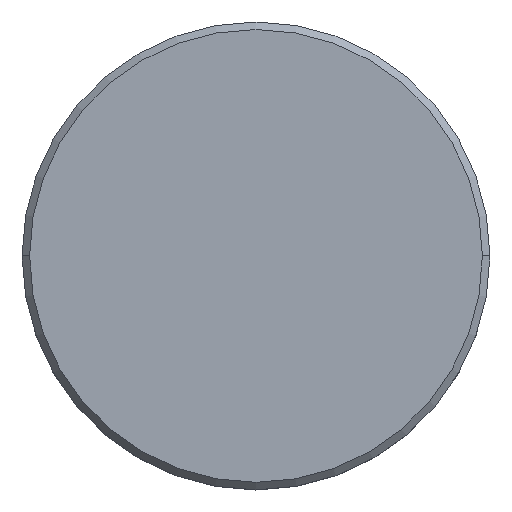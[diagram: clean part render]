
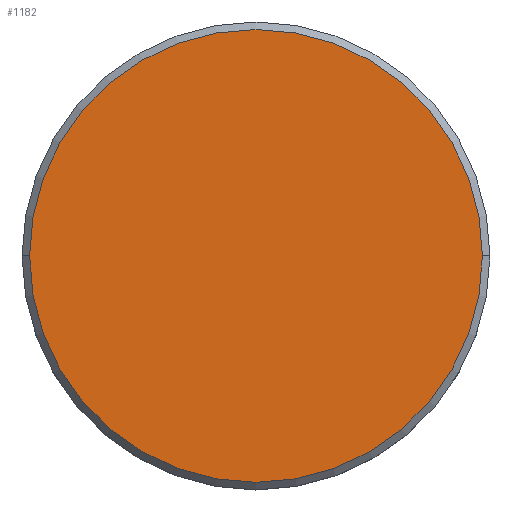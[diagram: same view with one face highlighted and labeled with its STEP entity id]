
A CAD part, top view. The second image highlights one B-rep face of the part: STEP entity #1182.
In plain terms, the highlighted planar face has unit normal (0, 0, 1).
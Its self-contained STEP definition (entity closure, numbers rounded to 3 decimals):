
#87 = AXIS2_PLACEMENT_3D ( 'NONE', #641, #179, #717 ) ;
#124 = DIRECTION ( 'NONE',  ( 0., 0., 1. ) ) ;
#179 = DIRECTION ( 'NONE',  ( 0., 0., 1. ) ) ;
#216 = VERTEX_POINT ( 'NONE', #815 ) ;
#222 = EDGE_CURVE ( 'NONE', #642, #216, #963, .T. ) ;
#255 = ORIENTED_EDGE ( 'NONE', *, *, #222, .T. ) ;
#275 = CARTESIAN_POINT ( 'NONE',  ( 0., 0., 0. ) ) ;
#286 = DIRECTION ( 'NONE',  ( 0., 0., 1. ) ) ;
#403 = ORIENTED_EDGE ( 'NONE', *, *, #421, .T. ) ;
#421 = EDGE_CURVE ( 'NONE', #216, #642, #478, .T. ) ;
#478 = CIRCLE ( 'NONE', #728, 15. ) ;
#543 = FACE_OUTER_BOUND ( 'NONE', #544, .T. ) ;
#544 = EDGE_LOOP ( 'NONE', ( #403, #255 ) ) ;
#585 = DIRECTION ( 'NONE',  ( 1., 0., 0. ) ) ;
#621 = PLANE ( 'NONE',  #87 ) ;
#630 = DIRECTION ( 'NONE',  ( 1., 0., 0. ) ) ;
#641 = CARTESIAN_POINT ( 'NONE',  ( 0., 0., 0. ) ) ;
#642 = VERTEX_POINT ( 'NONE', #719 ) ;
#717 = DIRECTION ( 'NONE',  ( 1., 0., 0. ) ) ;
#719 = CARTESIAN_POINT ( 'NONE',  ( 15., 0., 0. ) ) ;
#728 = AXIS2_PLACEMENT_3D ( 'NONE', #942, #124, #585 ) ;
#815 = CARTESIAN_POINT ( 'NONE',  ( -15., 0., 0. ) ) ;
#942 = CARTESIAN_POINT ( 'NONE',  ( 0., 0., 0. ) ) ;
#963 = CIRCLE ( 'NONE', #1045, 15. ) ;
#1045 = AXIS2_PLACEMENT_3D ( 'NONE', #275, #286, #630 ) ;
#1182 = ADVANCED_FACE ( 'NONE', ( #543 ), #621, .T. ) ;
